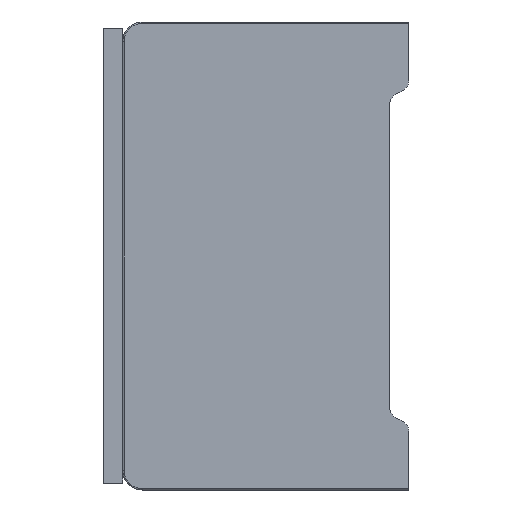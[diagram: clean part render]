
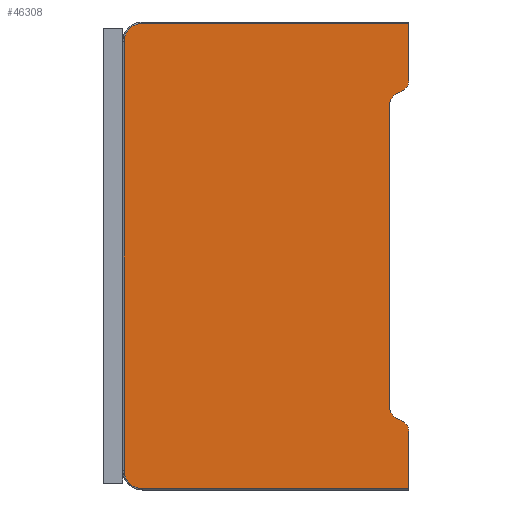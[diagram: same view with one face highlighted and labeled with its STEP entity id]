
A CAD part, left-side view. The second image highlights one B-rep face of the part: STEP entity #46308.
In plain terms, the highlighted planar face has unit normal (-1, 0, 0).
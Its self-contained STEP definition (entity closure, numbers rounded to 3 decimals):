
#1339=DIRECTION('',(0.,0.,1.));
#1340=VECTOR('',#1339,46.226);
#1341=CARTESIAN_POINT('',(0.,3.,-59.113));
#1342=LINE('',#1341,#1340);
#1371=DIRECTION('',(0.,0.,-1.));
#1372=VECTOR('',#1371,8.801);
#1373=CARTESIAN_POINT('',(0.,0.,
-0.2));
#1374=LINE('',#1373,#1372);
#1375=CARTESIAN_POINT('',(0.,1.732,-9.));
#1376=DIRECTION('',(1.,0.,0.));
#1377=DIRECTION('',(0.,-1.,-0.001));
#1378=AXIS2_PLACEMENT_3D('',#1375,#1376,#1377);
#1380=DIRECTION('',(0.,0.866,-0.5));
#1381=VECTOR('',#1380,1.31);
#1382=CARTESIAN_POINT('',(0.,0.865,
-10.499));
#1383=LINE('',#1382,#1381);
#1384=CARTESIAN_POINT('',(0.,1.,-12.887));
#1385=DIRECTION('',(-1.,0.,0.));
#1386=DIRECTION('',(0.,0.5,0.866));
#1387=AXIS2_PLACEMENT_3D('',#1384,#1385,#1386);
#1389=CARTESIAN_POINT('',(0.,1.,-59.113));
#1390=DIRECTION('',(-1.,0.,0.));
#1391=DIRECTION('',(0.,1.,0.));
#1392=AXIS2_PLACEMENT_3D('',#1389,#1390,#1391);
#1394=DIRECTION('',(0.,-0.866,-0.5));
#1395=VECTOR('',#1394,1.311);
#1396=CARTESIAN_POINT('',(0.,2.,
-60.845));
#1397=LINE('',#1396,#1395);
#1398=CARTESIAN_POINT('',(0.,1.73,-62.999));
#1399=DIRECTION('',(1.,0.,0.));
#1400=DIRECTION('',(0.,-0.5,0.866));
#1401=AXIS2_PLACEMENT_3D('',#1398,#1399,#1400);
#1403=DIRECTION('',(0.,0.,-1.));
#1404=VECTOR('',#1403,8.801);
#1405=CARTESIAN_POINT('',(0.,0.,-62.999));
#1406=LINE('',#1405,#1404);
#1407=CARTESIAN_POINT('',(0.,41.,-69.));
#1408=DIRECTION('',(1.,0.,0.));
#1409=DIRECTION('',(0.,0.,-1.));
#1410=AXIS2_PLACEMENT_3D('',#1407,#1408,#1409);
#1412=CARTESIAN_POINT('',(0.,41.,-3.));
#1413=DIRECTION('',(1.,0.,0.));
#1414=DIRECTION('',(0.,1.,0.));
#1415=AXIS2_PLACEMENT_3D('',#1412,#1413,#1414);
#1417=DIRECTION('',(0.,1.,0.));
#1418=VECTOR('',#1417,41.);
#1419=CARTESIAN_POINT('',(0.,0.,
-0.2));
#1420=LINE('',#1419,#1418);
#1535=DIRECTION('',(0.,-1.,0.));
#1536=VECTOR('',#1535,41.);
#1537=CARTESIAN_POINT('',(0.,41.,
-71.8));
#1538=LINE('',#1537,#1536);
#1558=DIRECTION('',(0.,0.,-1.));
#1559=VECTOR('',#1558,66.);
#1560=CARTESIAN_POINT('',(0.,43.8,
-3.));
#1561=LINE('',#1560,#1559);
#40327=CARTESIAN_POINT('',(0.,0.,-71.8));
#40328=VERTEX_POINT('',#40327);
#40329=CARTESIAN_POINT('',(0.,41.,-71.8));
#40330=VERTEX_POINT('',#40329);
#40332=CARTESIAN_POINT('',(0.,0.,-62.999));
#40334=VERTEX_POINT('',#40332);
#40337=CARTESIAN_POINT('',(0.,0.865,
-61.501));
#40338=VERTEX_POINT('',#40337);
#40341=CARTESIAN_POINT('',(0.,0.,
-0.2));
#40342=CARTESIAN_POINT('',(0.,41.,
-0.2));
#40343=VERTEX_POINT('',#40341);
#40344=VERTEX_POINT('',#40342);
#40345=CARTESIAN_POINT('',(0.,0.,
-9.001));
#40346=VERTEX_POINT('',#40345);
#40347=CARTESIAN_POINT('',(0.,0.865,
-10.499));
#40348=VERTEX_POINT('',#40347);
#40349=CARTESIAN_POINT('',(0.,2.,
-11.155));
#40350=VERTEX_POINT('',#40349);
#40351=CARTESIAN_POINT('',(0.,3.,-12.887));
#40352=VERTEX_POINT('',#40351);
#40353=CARTESIAN_POINT('',(0.,3.,-59.113));
#40354=VERTEX_POINT('',#40353);
#40355=CARTESIAN_POINT('',(0.,2.,
-60.845));
#40356=VERTEX_POINT('',#40355);
#40357=CARTESIAN_POINT('',(0.,43.8,
-69.));
#40358=VERTEX_POINT('',#40357);
#40359=CARTESIAN_POINT('',(0.,43.8,
-3.));
#40360=VERTEX_POINT('',#40359);
#46275=CARTESIAN_POINT('',(0.,21.9,-36.));
#46276=DIRECTION('',(1.,0.,0.));
#46277=DIRECTION('',(0.,0.,1.));
#46278=AXIS2_PLACEMENT_3D('',#46275,#46276,#46277);
#46279=PLANE('',#46278);
#46281=ORIENTED_EDGE('',*,*,#46280,.F.);
#46283=ORIENTED_EDGE('',*,*,#46282,.T.);
#46285=ORIENTED_EDGE('',*,*,#46284,.T.);
#46287=ORIENTED_EDGE('',*,*,#46286,.T.);
#46288=ORIENTED_EDGE('',*,*,#46266,.T.);
#46289=ORIENTED_EDGE('',*,*,#46244,.F.);
#46291=ORIENTED_EDGE('',*,*,#46290,.T.);
#46293=ORIENTED_EDGE('',*,*,#46292,.T.);
#46295=ORIENTED_EDGE('',*,*,#46294,.T.);
#46297=ORIENTED_EDGE('',*,*,#46296,.T.);
#46299=ORIENTED_EDGE('',*,*,#46298,.F.);
#46301=ORIENTED_EDGE('',*,*,#46300,.T.);
#46303=ORIENTED_EDGE('',*,*,#46302,.F.);
#46305=ORIENTED_EDGE('',*,*,#46304,.T.);
#46306=EDGE_LOOP('',(#46281,#46283,#46285,#46287,#46288,#46289,#46291,#46293,
#46295,#46297,#46299,#46301,#46303,#46305));
#46307=FACE_OUTER_BOUND('',#46306,.F.);
#1379=CIRCLE('',#1378,1.732);
#1388=CIRCLE('',#1387,2.);
#1393=CIRCLE('',#1392,2.);
#1402=CIRCLE('',#1401,1.73);
#1411=CIRCLE('',#1410,2.8);
#1416=CIRCLE('',#1415,2.8);
#46244=EDGE_CURVE('',#40354,#40352,#1342,.T.);
#46266=EDGE_CURVE('',#40350,#40352,#1388,.T.);
#46280=EDGE_CURVE('',#40343,#40344,#1420,.T.);
#46282=EDGE_CURVE('',#40343,#40346,#1374,.T.);
#46284=EDGE_CURVE('',#40346,#40348,#1379,.T.);
#46286=EDGE_CURVE('',#40348,#40350,#1383,.T.);
#46290=EDGE_CURVE('',#40354,#40356,#1393,.T.);
#46292=EDGE_CURVE('',#40356,#40338,#1397,.T.);
#46294=EDGE_CURVE('',#40338,#40334,#1402,.T.);
#46296=EDGE_CURVE('',#40334,#40328,#1406,.T.);
#46298=EDGE_CURVE('',#40330,#40328,#1538,.T.);
#46300=EDGE_CURVE('',#40330,#40358,#1411,.T.);
#46302=EDGE_CURVE('',#40360,#40358,#1561,.T.);
#46304=EDGE_CURVE('',#40360,#40344,#1416,.T.);
#46308=ADVANCED_FACE('',(#46307),#46279,.F.);
